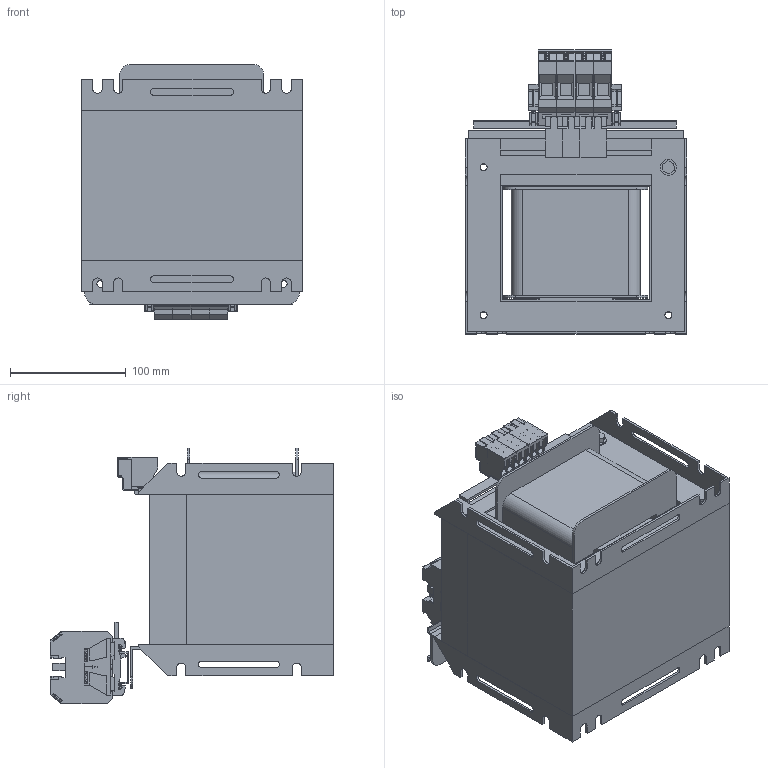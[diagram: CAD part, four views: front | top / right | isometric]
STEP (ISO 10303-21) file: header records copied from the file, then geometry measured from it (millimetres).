
FILE_DESCRIPTION (( 'STEP AP203' ), '1' );
FILE_NAME ('EURM2502.STEP', '2024-07-16T11:07:14', ( 'Utilisateur Windows' ), ( '' ), 'SwSTEP 2.0', 'SolidWorks 2023', '' );
FILE_SCHEMA (( 'CONFIG_CONTROL_DESIGN' ));
Length unit declared in the file: millimetre
Products named in the file (17): Rondelle M6; EURM2502; Cadre pour borne WAGO pour EURM1601 - 2001 - 2501; Contaclip - Cavalier bone 35mm²; Conta clip PTKS 4-2; Rail din symetrique 35x7.5 - 7 trous; Conta clip PTKS 4-3 Couvercle; Conta clip PTKS 4-1; Ref. EURM1601; Support de borne cadre 160x192; Butee extremite a visser; Cadre pour borne WAGO pour EURM1601 - 2001 - 2501 - Sans support de borne; Vis tete hexa M6; Borne de jonction vissee 35mm gris; Tole monophase EI 160x192 1W7 - E - 130; Tole monophase EI 160x192 1W7 - I - 130; Conta clip PTKS 4-2 Couvercle
Assembly tree (26 placements, depth 2):
  EURM2502
    Cadre pour borne WAGO pour EURM1601 - 2001 - 2501
    Ref. EURM1601
    Cadre pour borne WAGO pour EURM1601 - 2001 - 2501 - Sans support de borne
    Tole monophase EI 160x192 1W7 - E - 130
    Tole monophase EI 160x192 1W7 - I - 130
    Support de borne cadre 160x192
    Rail din symetrique 35x7.5 - 7 trous
    Borne de jonction vissee 35mm gris  x4
    Butee extremite a visser  x2
    Rondelle M6  x2
    Vis tete hexa M6  x2
    Conta clip PTKS 4-2  x3
    Conta clip PTKS 4-1
    Conta clip PTKS 4-2 Couvercle  x2
    Conta clip PTKS 4-3 Couvercle
    Contaclip - Cavalier bone 35mm²  x2
Bounding box: 192 x 245.8 x 221.26 mm (x, y, z)
Volume: 4221716.3 mm3; surface area: 646579.9 mm2
Topology: 26 solids, 26 shells, 4012 faces, 11104 edges, 7247 vertices
Faces by surface type: plane 2765, cylinder 1003, bspline 152, torus 60, cone 32
Entity records: 67013 total; most frequent: CARTESIAN_POINT 15571, ORIENTED_EDGE 10640, DIRECTION 9803, EDGE_CURVE 5320, VECTOR 4103, LINE 4103, VERTEX_POINT 3485, AXIS2_PLACEMENT_3D 2850
